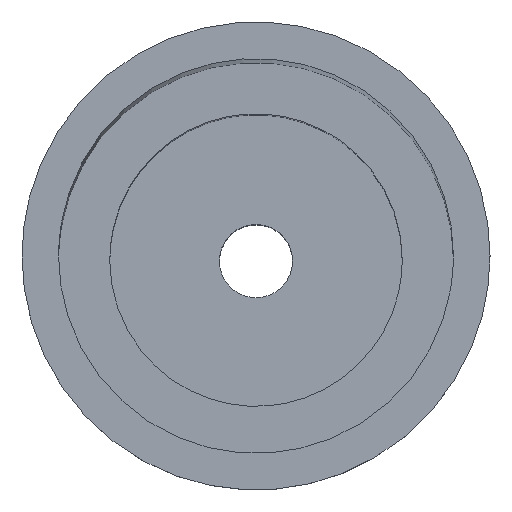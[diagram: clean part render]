
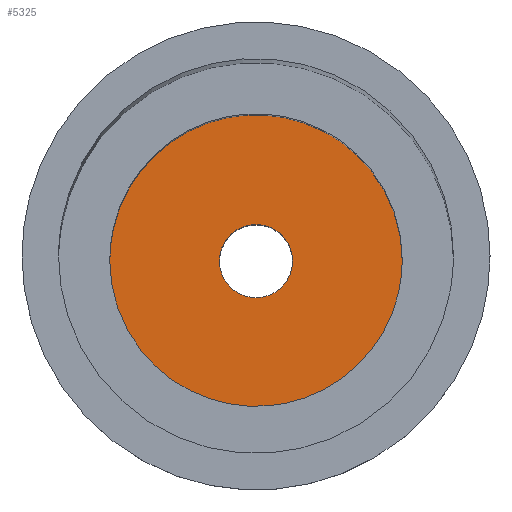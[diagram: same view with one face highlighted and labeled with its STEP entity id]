
A CAD part, top view. The second image highlights one B-rep face of the part: STEP entity #5325.
In plain terms, the highlighted free-form (B-spline) face has degree [1, 1] with [2, 2] control points.
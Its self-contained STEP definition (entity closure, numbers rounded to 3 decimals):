
#3544 = VERTEX_POINT('', #3545);
#3545 = CARTESIAN_POINT('', (-0.25, 0., -20.));
#3550 = EDGE_CURVE('', #3544, #3551, #3553, .T.);
#3551 = VERTEX_POINT('', #3552);
#3552 = CARTESIAN_POINT('', (0.25, 0., -20.));
#3553 = (
   BOUNDED_CURVE ()
   B_SPLINE_CURVE (2, (#3554, #3555, #3556, #3557, #3558), .UNSPECIFIED., .F., .U.)
   B_SPLINE_CURVE_WITH_KNOTS ((3, 2, 3), (180., 270., 360.), .UNSPECIFIED.)
   CURVE ()
   GEOMETRIC_REPRESENTATION_ITEM ()
   RATIONAL_B_SPLINE_CURVE ((1., 0.707, 1., 0.707, 1.))
   REPRESENTATION_ITEM ('')
);
#3554 = CARTESIAN_POINT('', (-0.25, 0., -20.));
#3555 = CARTESIAN_POINT('', (-0.25, -0.25, -20.));
#3556 = CARTESIAN_POINT('', (0., -0.25, -20.));
#3557 = CARTESIAN_POINT('', (0.25, -0.25, -20.));
#3558 = CARTESIAN_POINT('', (0.25, 0., -20.));
#3587 = EDGE_CURVE('', #3588, #3590, #3592, .T.);
#3588 = VERTEX_POINT('', #3589);
#3589 = CARTESIAN_POINT('', (-1., 0., -20.));
#3590 = VERTEX_POINT('', #3591);
#3591 = CARTESIAN_POINT('', (1., 0., -20.));
#3592 = (
   BOUNDED_CURVE ()
   B_SPLINE_CURVE (2, (#3593, #3594, #3595, #3596, #3597), .UNSPECIFIED., .F., .U.)
   B_SPLINE_CURVE_WITH_KNOTS ((3, 2, 3), (180., 270., 360.), .UNSPECIFIED.)
   CURVE ()
   GEOMETRIC_REPRESENTATION_ITEM ()
   RATIONAL_B_SPLINE_CURVE ((1., 0.707, 1., 0.707, 1.))
   REPRESENTATION_ITEM ('')
);
#3593 = CARTESIAN_POINT('', (-1., 0., -20.));
#3594 = CARTESIAN_POINT('', (-1., -1., -20.));
#3595 = CARTESIAN_POINT('', (0., -1., -20.));
#3596 = CARTESIAN_POINT('', (1., -1., -20.));
#3597 = CARTESIAN_POINT('', (1., 0., -20.));
#5297 = EDGE_CURVE('', #3590, #3588, #5298, .T.);
#5298 = (
   BOUNDED_CURVE ()
   B_SPLINE_CURVE (2, (#5299, #5300, #5301, #5302, #5303), .UNSPECIFIED., .F., .U.)
   B_SPLINE_CURVE_WITH_KNOTS ((3, 2, 3), (0., 90., 180.), .UNSPECIFIED.)
   CURVE ()
   GEOMETRIC_REPRESENTATION_ITEM ()
   RATIONAL_B_SPLINE_CURVE ((1., 0.707, 1., 0.707, 1.))
   REPRESENTATION_ITEM ('')
);
#5299 = CARTESIAN_POINT('', (1., 0., -20.));
#5300 = CARTESIAN_POINT('', (1., 1., -20.));
#5301 = CARTESIAN_POINT('', (0., 1., -20.));
#5302 = CARTESIAN_POINT('', (-1., 1., -20.));
#5303 = CARTESIAN_POINT('', (-1., 0., -20.));
#5325 = ADVANCED_FACE('', (#5326, #5330), #5341, .T.);
#5326 = FACE_OUTER_BOUND('', #5327, .T.);
#5327 = EDGE_LOOP('', (#5328, #5329));
#5328 = ORIENTED_EDGE('', *, *, #5297, .T.);
#5329 = ORIENTED_EDGE('', *, *, #3587, .T.);
#5330 = FACE_BOUND('', #5331, .T.);
#5331 = EDGE_LOOP('', (#5332, #5340));
#5332 = ORIENTED_EDGE('', *, *, #5333, .F.);
#5333 = EDGE_CURVE('', #3551, #3544, #5334, .T.);
#5334 = (
   BOUNDED_CURVE ()
   B_SPLINE_CURVE (2, (#5335, #5336, #5337, #5338, #5339), .UNSPECIFIED., .F., .U.)
   B_SPLINE_CURVE_WITH_KNOTS ((3, 2, 3), (0., 90., 180.), .UNSPECIFIED.)
   CURVE ()
   GEOMETRIC_REPRESENTATION_ITEM ()
   RATIONAL_B_SPLINE_CURVE ((1., 0.707, 1., 0.707, 1.))
   REPRESENTATION_ITEM ('')
);
#5335 = CARTESIAN_POINT('', (0.25, 0., -20.));
#5336 = CARTESIAN_POINT('', (0.25, 0.25, -20.));
#5337 = CARTESIAN_POINT('', (0., 0.25, -20.));
#5338 = CARTESIAN_POINT('', (-0.25, 0.25, -20.));
#5339 = CARTESIAN_POINT('', (-0.25, 0., -20.));
#5340 = ORIENTED_EDGE('', *, *, #3550, .F.);
#5341 = B_SPLINE_SURFACE_WITH_KNOTS('', 1, 1, ((#5342, #5343), (#5344, #5345)), .UNSPECIFIED., .F., .F., .U., (2, 2), (2, 2), (-1.001, 1.001), (-2.001, 0.001), .UNSPECIFIED.);
#5342 = CARTESIAN_POINT('', (-1.001, -1.001, -20.));
#5343 = CARTESIAN_POINT('', (-1.001, 1.001, -20.));
#5344 = CARTESIAN_POINT('', (1.001, -1.001, -20.));
#5345 = CARTESIAN_POINT('', (1.001, 1.001, -20.));
